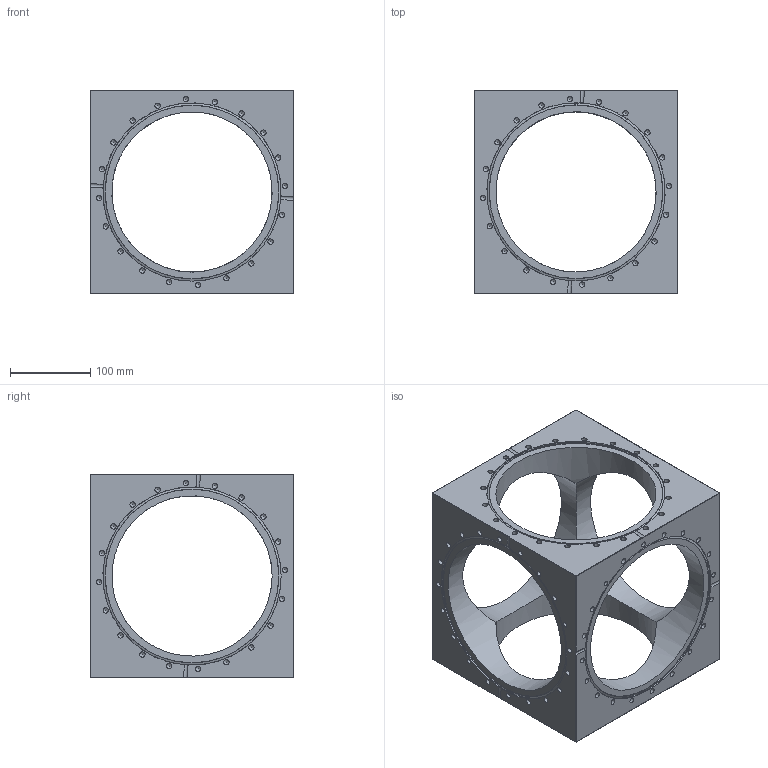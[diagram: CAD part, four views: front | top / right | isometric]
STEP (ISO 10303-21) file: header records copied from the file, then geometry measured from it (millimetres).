
FILE_DESCRIPTION((''),'2;1');
FILE_NAME('CUBE200.stp','2009-04-30T15:57:10',('hasers'),(''),'Autodesk Inventor 2008','Autodesk Inventor 2008','');
FILE_SCHEMA(('AUTOMOTIVE_DESIGN { 1 0 10303 214 1 1 1 1 }'));
Length unit declared in the file: millimetre
Products named in the file (1): CUBE200
Bounding box: 254 x 254 x 254 mm (x, y, z)
Volume: 3627291.8 mm3; surface area: 390066.9 mm2
Topology: 1 solids, 1 shells, 326 faces, 956 edges, 620 vertices
Faces by surface type: bspline 240, cylinder 48, plane 18, cone 12, sphere 8
Full cylindrical faces by diameter (mm): 200 x6, 222.4 x6
Entity records: 10803 total; most frequent: CARTESIAN_POINT 5675, DIRECTION 894, ORIENTED_EDGE 864, EDGE_LOOP 596, EDGE_CURVE 432, AXIS2_PLACEMENT_3D 411, VERTEX_POINT 368, FACE_OUTER_BOUND 326
